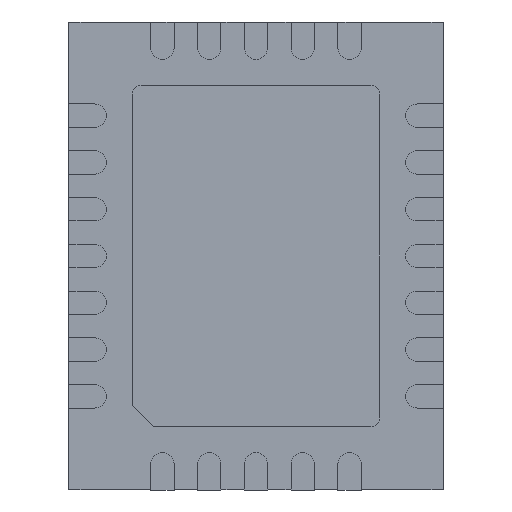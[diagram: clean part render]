
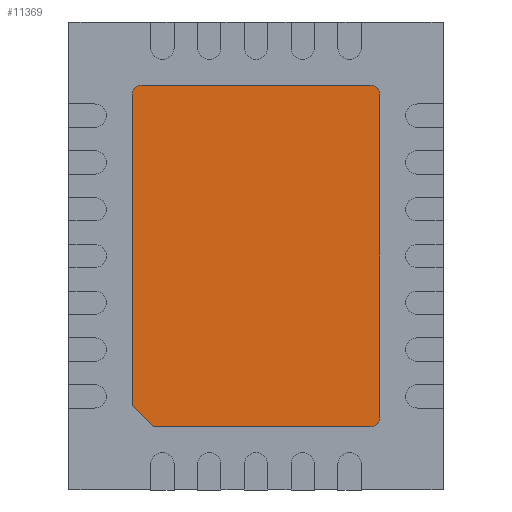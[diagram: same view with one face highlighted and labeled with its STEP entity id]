
A CAD part, front view. The second image highlights one B-rep face of the part: STEP entity #11369.
In plain terms, the highlighted planar face has unit normal (0, -1, 0).
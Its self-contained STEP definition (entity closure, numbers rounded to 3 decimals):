
#1095 = CARTESIAN_POINT ( 'NONE',  ( -1.1, -0.05, -1.825 ) ) ;
#1298 = CARTESIAN_POINT ( 'NONE',  ( 1.225, -0.05, -1.825 ) ) ;
#1360 = CARTESIAN_POINT ( 'NONE',  ( 1.325, -0.05, -1.725 ) ) ;
#1378 = VERTEX_POINT ( 'NONE', #5057 ) ;
#1431 = CARTESIAN_POINT ( 'NONE',  ( -1.325, -0.05, -1.6 ) ) ;
#1493 = DIRECTION ( 'NONE',  ( 0., 0., 1. ) ) ;
#1707 = EDGE_CURVE ( 'NONE', #7804, #7124, #6362, .T. ) ;
#1758 = CIRCLE ( 'NONE', #10221, 0.1 ) ;
#1824 = CARTESIAN_POINT ( 'NONE',  ( 1.325, -0.05, -1.725 ) ) ;
#2060 = CARTESIAN_POINT ( 'NONE',  ( -1.325, -0.05, -1.6 ) ) ;
#2312 = DIRECTION ( 'NONE',  ( 0., -1., 0. ) ) ;
#2438 = AXIS2_PLACEMENT_3D ( 'NONE', #14405, #6312, #7945 ) ;
#3126 = EDGE_CURVE ( 'NONE', #7124, #12096, #1758, .T. ) ;
#3278 = ORIENTED_EDGE ( 'NONE', *, *, #14002, .T. ) ;
#3525 = DIRECTION ( 'NONE',  ( -1., 0., 0. ) ) ;
#3801 = EDGE_LOOP ( 'NONE', ( #3278, #6606, #11398, #9536, #16752, #14339, #17856, #17979 ) ) ;
#4215 = AXIS2_PLACEMENT_3D ( 'NONE', #12045, #2312, #15309 ) ;
#5057 = CARTESIAN_POINT ( 'NONE',  ( -1.225, -0.05, 1.825 ) ) ;
#5312 = FACE_OUTER_BOUND ( 'NONE', #3801, .T. ) ;
#5421 = LINE ( 'NONE', #1431, #15331 ) ;
#6312 = DIRECTION ( 'NONE',  ( 0., -1., 0. ) ) ;
#6362 = LINE ( 'NONE', #1360, #18319 ) ;
#6606 = ORIENTED_EDGE ( 'NONE', *, *, #12366, .T. ) ;
#7084 = DIRECTION ( 'NONE',  ( 0., -1., 0. ) ) ;
#7124 = VERTEX_POINT ( 'NONE', #16760 ) ;
#7330 = VERTEX_POINT ( 'NONE', #17828 ) ;
#7487 = VECTOR ( 'NONE', #9431, 1000. ) ;
#7677 = VECTOR ( 'NONE', #3525, 1000. ) ;
#7804 = VERTEX_POINT ( 'NONE', #1824 ) ;
#7945 = DIRECTION ( 'NONE',  ( 0., 0., 1. ) ) ;
#8288 = LINE ( 'NONE', #12423, #7487 ) ;
#8932 = CARTESIAN_POINT ( 'NONE',  ( 1.225, -0.05, 1.725 ) ) ;
#9281 = CARTESIAN_POINT ( 'NONE',  ( 1.225, -0.05, 1.825 ) ) ;
#9431 = DIRECTION ( 'NONE',  ( 1., 0., 0. ) ) ;
#9536 = ORIENTED_EDGE ( 'NONE', *, *, #3126, .T. ) ;
#9584 = CARTESIAN_POINT ( 'NONE',  ( -1.325, -0.05, 1.725 ) ) ;
#9791 = VERTEX_POINT ( 'NONE', #1095 ) ;
#10168 = EDGE_CURVE ( 'NONE', #7330, #9791, #19868, .T. ) ;
#10221 = AXIS2_PLACEMENT_3D ( 'NONE', #8932, #7084, #13754 ) ;
#11060 = DIRECTION ( 'NONE',  ( 0., 0., -1. ) ) ;
#11369 = ADVANCED_FACE ( 'NONE', ( #5312 ), #20789, .T. ) ;
#11398 = ORIENTED_EDGE ( 'NONE', *, *, #1707, .T. ) ;
#12045 = CARTESIAN_POINT ( 'NONE',  ( 1.225, -0.05, -1.725 ) ) ;
#12096 = VERTEX_POINT ( 'NONE', #9281 ) ;
#12366 = EDGE_CURVE ( 'NONE', #20259, #7804, #17743, .T. ) ;
#12423 = CARTESIAN_POINT ( 'NONE',  ( -1.1, -0.05, -1.825 ) ) ;
#12893 = DIRECTION ( 'NONE',  ( 0., -1., 0. ) ) ;
#13078 = LINE ( 'NONE', #15034, #7677 ) ;
#13494 = EDGE_CURVE ( 'NONE', #1378, #15674, #18456, .T. ) ;
#13718 = VECTOR ( 'NONE', #15103, 1000. ) ;
#13754 = DIRECTION ( 'NONE',  ( 0., 0., 1. ) ) ;
#14002 = EDGE_CURVE ( 'NONE', #9791, #20259, #8288, .T. ) ;
#14339 = ORIENTED_EDGE ( 'NONE', *, *, #13494, .T. ) ;
#14405 = CARTESIAN_POINT ( 'NONE',  ( -1.225, -0.05, 1.725 ) ) ;
#15034 = CARTESIAN_POINT ( 'NONE',  ( -1.225, -0.05, 1.825 ) ) ;
#15103 = DIRECTION ( 'NONE',  ( 0.707, 0., -0.707 ) ) ;
#15309 = DIRECTION ( 'NONE',  ( 0., 0., -1. ) ) ;
#15331 = VECTOR ( 'NONE', #11060, 1000. ) ;
#15674 = VERTEX_POINT ( 'NONE', #9584 ) ;
#16742 = AXIS2_PLACEMENT_3D ( 'NONE', #19224, #12893, #20933 ) ;
#16752 = ORIENTED_EDGE ( 'NONE', *, *, #20466, .T. ) ;
#16760 = CARTESIAN_POINT ( 'NONE',  ( 1.325, -0.05, 1.725 ) ) ;
#17743 = CIRCLE ( 'NONE', #4215, 0.1 ) ;
#17828 = CARTESIAN_POINT ( 'NONE',  ( -1.325, -0.05, -1.6 ) ) ;
#17856 = ORIENTED_EDGE ( 'NONE', *, *, #20243, .T. ) ;
#17979 = ORIENTED_EDGE ( 'NONE', *, *, #10168, .T. ) ;
#18319 = VECTOR ( 'NONE', #1493, 1000. ) ;
#18456 = CIRCLE ( 'NONE', #2438, 0.1 ) ;
#19224 = CARTESIAN_POINT ( 'NONE',  ( 1.225, -0.05, -1.725 ) ) ;
#19868 = LINE ( 'NONE', #2060, #13718 ) ;
#20243 = EDGE_CURVE ( 'NONE', #15674, #7330, #5421, .T. ) ;
#20259 = VERTEX_POINT ( 'NONE', #1298 ) ;
#20466 = EDGE_CURVE ( 'NONE', #12096, #1378, #13078, .T. ) ;
#20789 = PLANE ( 'NONE',  #16742 ) ;
#20933 = DIRECTION ( 'NONE',  ( 0., 0., -1. ) ) ;
